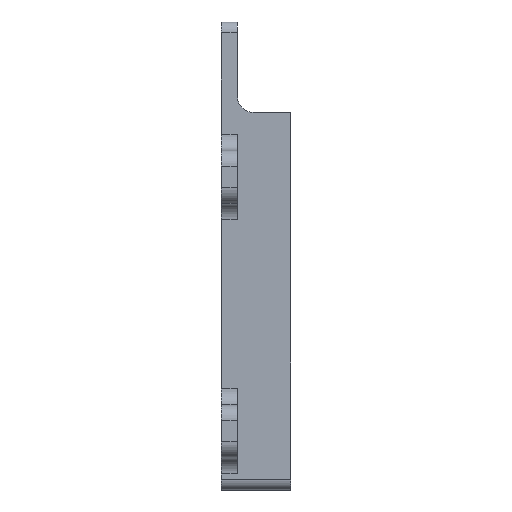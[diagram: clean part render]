
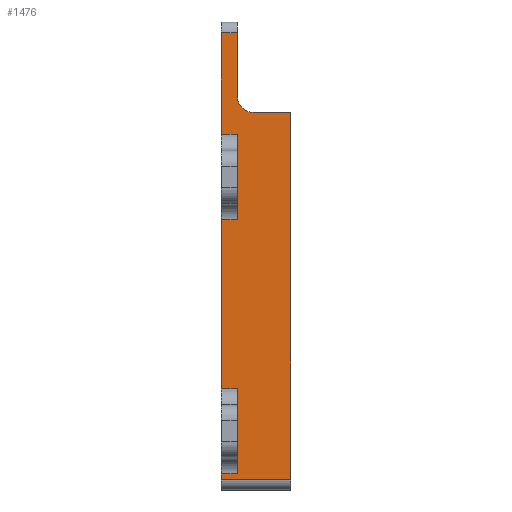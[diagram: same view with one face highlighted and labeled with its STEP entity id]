
A CAD part, top view. The second image highlights one B-rep face of the part: STEP entity #1476.
In plain terms, the highlighted planar face has unit normal (0, 0, 1).
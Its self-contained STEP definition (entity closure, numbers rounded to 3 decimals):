
#64=PLANE('',#1604);
#124=FACE_OUTER_BOUND('',#213,.T.);
#213=EDGE_LOOP('',(#1225,#1226,#1227,#1228,#1229,#1230,#1231,#1232,#1233,
#1234,#1235,#1236,#1237,#1238,#1239));
#260=LINE('',#2107,#417);
#264=LINE('',#2116,#421);
#352=LINE('',#2319,#509);
#359=LINE('',#2348,#516);
#363=LINE('',#2364,#520);
#367=LINE('',#2379,#524);
#368=LINE('',#2390,#525);
#370=LINE('',#2394,#527);
#371=LINE('',#2396,#528);
#372=LINE('',#2397,#529);
#373=LINE('',#2399,#530);
#374=LINE('',#2401,#531);
#375=LINE('',#2402,#532);
#376=LINE('',#2403,#533);
#417=VECTOR('',#1677,10.);
#421=VECTOR('',#1685,10.);
#509=VECTOR('',#1861,10.);
#516=VECTOR('',#1890,10.);
#520=VECTOR('',#1902,10.);
#524=VECTOR('',#1914,10.);
#525=VECTOR('',#1925,10.);
#527=VECTOR('',#1929,10.);
#528=VECTOR('',#1930,10.);
#529=VECTOR('',#1931,10.);
#530=VECTOR('',#1932,10.);
#531=VECTOR('',#1933,10.);
#532=VECTOR('',#1934,10.);
#533=VECTOR('',#1935,10.);
#588=CIRCLE('',#1581,6.);
#629=VERTEX_POINT('',#2100);
#632=VERTEX_POINT('',#2105);
#635=VERTEX_POINT('',#2115);
#705=VERTEX_POINT('',#2316);
#706=VERTEX_POINT('',#2318);
#716=VERTEX_POINT('',#2345);
#717=VERTEX_POINT('',#2347);
#724=VERTEX_POINT('',#2361);
#725=VERTEX_POINT('',#2363);
#732=VERTEX_POINT('',#2377);
#737=VERTEX_POINT('',#2388);
#738=VERTEX_POINT('',#2393);
#739=VERTEX_POINT('',#2395);
#740=VERTEX_POINT('',#2398);
#741=VERTEX_POINT('',#2400);
#774=EDGE_CURVE('',#632,#629,#260,.T.);
#778=EDGE_CURVE('',#629,#635,#264,.T.);
#879=EDGE_CURVE('',#705,#706,#352,.T.);
#881=EDGE_CURVE('',#635,#705,#588,.T.);
#894=EDGE_CURVE('',#716,#717,#359,.T.);
#902=EDGE_CURVE('',#724,#725,#363,.T.);
#910=EDGE_CURVE('',#732,#632,#367,.T.);
#915=EDGE_CURVE('',#737,#716,#368,.T.);
#917=EDGE_CURVE('',#738,#732,#370,.T.);
#918=EDGE_CURVE('',#739,#738,#371,.T.);
#919=EDGE_CURVE('',#725,#739,#372,.T.);
#920=EDGE_CURVE('',#740,#724,#373,.T.);
#921=EDGE_CURVE('',#741,#740,#374,.T.);
#922=EDGE_CURVE('',#717,#741,#375,.T.);
#923=EDGE_CURVE('',#706,#737,#376,.T.);
#1225=ORIENTED_EDGE('',*,*,#774,.F.);
#1226=ORIENTED_EDGE('',*,*,#910,.F.);
#1227=ORIENTED_EDGE('',*,*,#917,.F.);
#1228=ORIENTED_EDGE('',*,*,#918,.F.);
#1229=ORIENTED_EDGE('',*,*,#919,.F.);
#1230=ORIENTED_EDGE('',*,*,#902,.F.);
#1231=ORIENTED_EDGE('',*,*,#920,.F.);
#1232=ORIENTED_EDGE('',*,*,#921,.F.);
#1233=ORIENTED_EDGE('',*,*,#922,.F.);
#1234=ORIENTED_EDGE('',*,*,#894,.F.);
#1235=ORIENTED_EDGE('',*,*,#915,.F.);
#1236=ORIENTED_EDGE('',*,*,#923,.F.);
#1237=ORIENTED_EDGE('',*,*,#879,.F.);
#1238=ORIENTED_EDGE('',*,*,#881,.F.);
#1239=ORIENTED_EDGE('',*,*,#778,.F.);
#1476=ADVANCED_FACE('',(#124),#64,.T.);
#1581=AXIS2_PLACEMENT_3D('',#2322,#1865,#1866);
#1604=AXIS2_PLACEMENT_3D('',#2392,#1927,#1928);
#1677=DIRECTION('',(1.,0.,0.));
#1685=DIRECTION('',(0.,-1.,0.));
#1861=DIRECTION('',(1.,0.,0.));
#1865=DIRECTION('center_axis',(0.,0.,1.));
#1866=DIRECTION('ref_axis',(-0.707,-0.707,0.));
#1890=DIRECTION('',(0.,1.,0.));
#1902=DIRECTION('',(0.,1.,0.));
#1914=DIRECTION('',(0.,1.,0.));
#1925=DIRECTION('',(-1.,0.,0.));
#1927=DIRECTION('center_axis',(0.,0.,1.));
#1928=DIRECTION('ref_axis',(0.,1.,0.));
#1929=DIRECTION('',(-1.,0.,0.));
#1930=DIRECTION('',(0.,1.,0.));
#1931=DIRECTION('',(1.,0.,0.));
#1932=DIRECTION('',(-1.,0.,0.));
#1933=DIRECTION('',(0.,1.,0.));
#1934=DIRECTION('',(1.,0.,0.));
#1935=DIRECTION('',(0.,-1.,0.));
#2100=CARTESIAN_POINT('',(0.,150.,10.));
#2105=CARTESIAN_POINT('',(-6.,150.,10.));
#2107=CARTESIAN_POINT('',(-3.,150.,10.));
#2115=CARTESIAN_POINT('',(0.,126.,10.));
#2116=CARTESIAN_POINT('',(0.,120.,10.));
#2316=CARTESIAN_POINT('',(6.,120.,10.));
#2318=CARTESIAN_POINT('',(20.,120.,10.));
#2319=CARTESIAN_POINT('',(0.,120.,10.));
#2322=CARTESIAN_POINT('Origin',(6.,126.,10.));
#2345=CARTESIAN_POINT('',(-6.,-18.,10.));
#2347=CARTESIAN_POINT('',(-6.,-16.,10.));
#2348=CARTESIAN_POINT('',(-6.,120.,10.));
#2361=CARTESIAN_POINT('',(-6.,16.,10.));
#2363=CARTESIAN_POINT('',(-6.,79.7,10.));
#2364=CARTESIAN_POINT('',(-6.,120.,10.));
#2377=CARTESIAN_POINT('',(-6.,111.7,10.));
#2379=CARTESIAN_POINT('',(-6.,120.,10.));
#2388=CARTESIAN_POINT('',(20.,-18.,10.));
#2390=CARTESIAN_POINT('',(0.,-18.,10.));
#2392=CARTESIAN_POINT('Origin',(0.,10.,10.));
#2393=CARTESIAN_POINT('',(0.,111.7,10.));
#2394=CARTESIAN_POINT('',(0.,111.7,10.));
#2395=CARTESIAN_POINT('',(0.,79.7,10.));
#2396=CARTESIAN_POINT('',(0.,84.5,10.));
#2397=CARTESIAN_POINT('',(0.,79.7,10.));
#2398=CARTESIAN_POINT('',(0.,16.,10.));
#2399=CARTESIAN_POINT('',(0.,16.,10.));
#2400=CARTESIAN_POINT('',(0.,-16.,10.));
#2401=CARTESIAN_POINT('',(0.,84.5,10.));
#2402=CARTESIAN_POINT('',(0.,-16.,10.));
#2403=CARTESIAN_POINT('',(20.,120.,10.));
